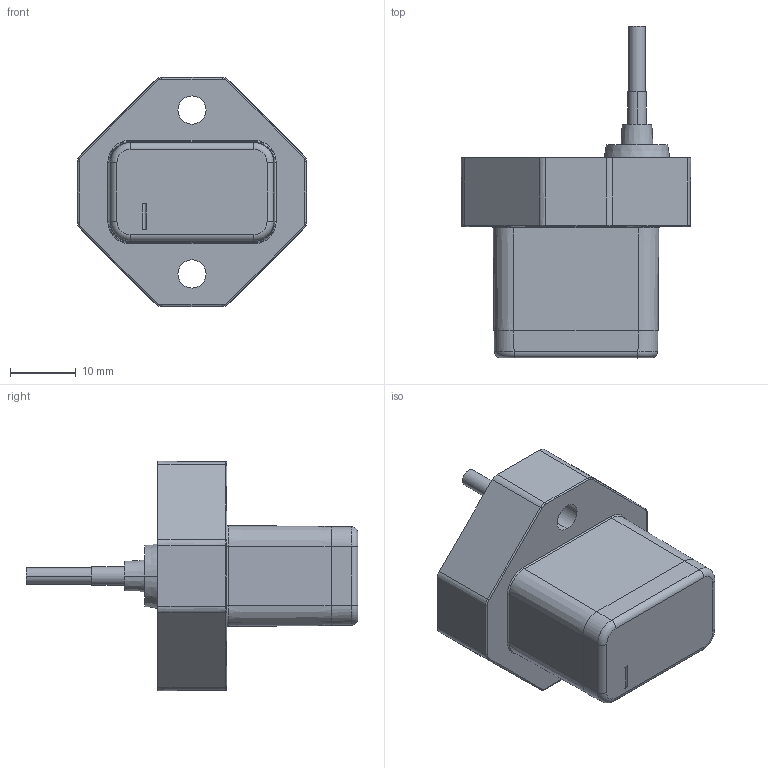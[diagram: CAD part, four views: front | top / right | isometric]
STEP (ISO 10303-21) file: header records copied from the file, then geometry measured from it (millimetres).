
FILE_DESCRIPTION((''),'2;1');
FILE_NAME('CAD-8530','2022-09-29T09:53:32',('creinig-se'),(''),'CREO PARAMETRIC BY PTC INC, 2019292','CREO PARAMETRIC BY PTC INC, 2019292','');
FILE_SCHEMA(('CONFIG_CONTROL_DESIGN','SHAPE_APPEARANCE_LAYERS_GROUPS'));
Length unit declared in the file: millimetre
Products named in the file (1): CAD-8530
Bounding box: 35 x 50.6 x 35 mm (x, y, z)
Volume: 16805.5 mm3; surface area: 5344.8 mm2
Topology: 1 solids, 1 shells, 200 faces, 524 edges, 338 vertices
Faces by surface type: plane 81, cylinder 59, cone 34, torus 26
Entity records: 7796 total; most frequent: CARTESIAN_POINT 1274, DIRECTION 1082, ORIENTED_EDGE 1048, EDGE_CURVE 524, AXIS2_PLACEMENT_3D 406, VERTEX_POINT 338, VECTOR 270, LINE 270
